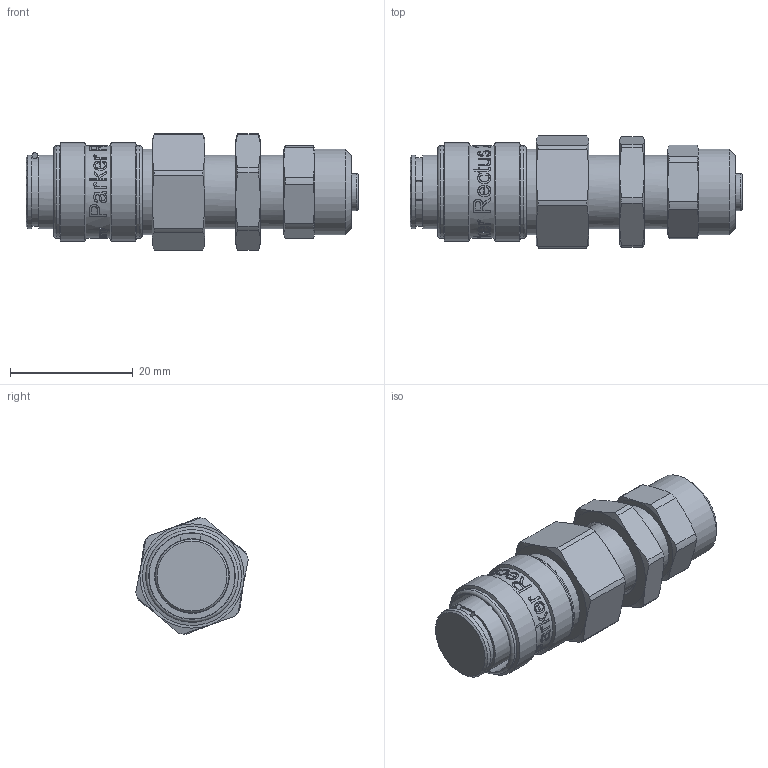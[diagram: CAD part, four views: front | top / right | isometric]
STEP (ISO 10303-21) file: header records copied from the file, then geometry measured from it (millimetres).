
FILE_DESCRIPTION((''),'2;1');
FILE_NAME('21klks08mpx.stp','2015-03-11T16:12:40',('IA176480'),(''),'Autodesk Inventor 2013','Autodesk Inventor 2013','');
FILE_SCHEMA(('AUTOMOTIVE_DESIGN { 1 0 10303 214 1 1 1 1 }'));
Length unit declared in the file: millimetre
Products named in the file (1): D113608
Bounding box: 54.15 x 18.37 x 19.05 mm (x, y, z)
Volume: 8769.1 mm3; surface area: 5267.6 mm2
Topology: 2 solids, 4 shells, 525 faces, 1354 edges, 884 vertices
Faces by surface type: bspline 214, plane 168, cylinder 79, cone 57, torus 7
Full cylindrical faces by diameter (mm): 6.05 x1, 6.7 x1, 8.25 x1, 10.816 x1, 11.15 x1, 11.153 x1, 11.4 x1, 12 x5, 12.15 x1, 14 x4, 15.1 x3, 16.15 x2
Entity records: 62659 total; most frequent: CARTESIAN_POINT 51431, ORIENTED_EDGE 2568, DIRECTION 1481, EDGE_CURVE 1284, VERTEX_POINT 866, EDGE_LOOP 628, B_SPLINE_CURVE_WITH_KNOTS 559, FACE_OUTER_BOUND 524
